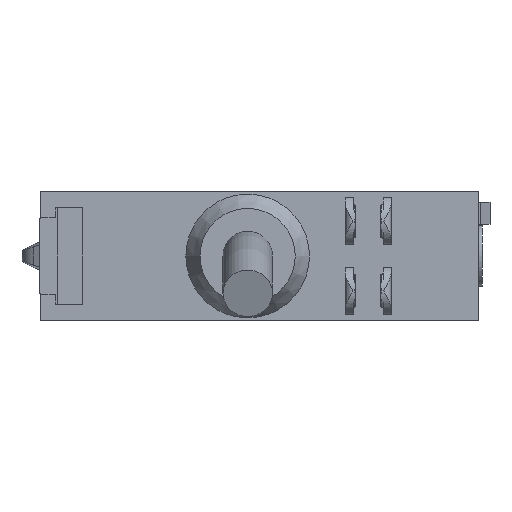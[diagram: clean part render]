
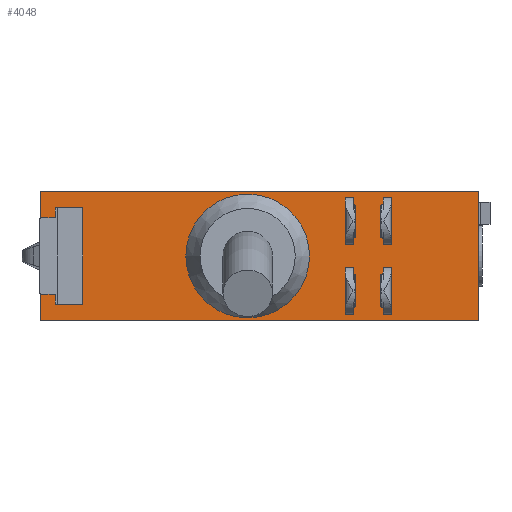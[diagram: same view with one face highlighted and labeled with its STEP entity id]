
A CAD part, front view. The second image highlights one B-rep face of the part: STEP entity #4048.
In plain terms, the highlighted planar face has unit normal (0, -1, 0).
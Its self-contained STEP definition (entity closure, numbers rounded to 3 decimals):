
#66=CIRCLE('',#4260,5.);
#456=ORIENTED_EDGE('',*,*,#1266,.T.);
#457=ORIENTED_EDGE('',*,*,#1267,.F.);
#458=ORIENTED_EDGE('',*,*,#1268,.F.);
#459=ORIENTED_EDGE('',*,*,#1112,.T.);
#460=ORIENTED_EDGE('',*,*,#1269,.T.);
#461=ORIENTED_EDGE('',*,*,#1270,.F.);
#462=ORIENTED_EDGE('',*,*,#1271,.F.);
#463=ORIENTED_EDGE('',*,*,#1272,.T.);
#464=ORIENTED_EDGE('',*,*,#1097,.F.);
#465=ORIENTED_EDGE('',*,*,#1273,.T.);
#466=ORIENTED_EDGE('',*,*,#1102,.T.);
#467=ORIENTED_EDGE('',*,*,#1274,.F.);
#468=ORIENTED_EDGE('',*,*,#1081,.F.);
#469=ORIENTED_EDGE('',*,*,#1275,.T.);
#470=ORIENTED_EDGE('',*,*,#1086,.T.);
#471=ORIENTED_EDGE('',*,*,#1107,.F.);
#472=ORIENTED_EDGE('',*,*,#1276,.F.);
#473=ORIENTED_EDGE('',*,*,#1205,.F.);
#474=ORIENTED_EDGE('',*,*,#1264,.T.);
#475=ORIENTED_EDGE('',*,*,#1277,.T.);
#476=ORIENTED_EDGE('',*,*,#1278,.T.);
#477=ORIENTED_EDGE('',*,*,#1066,.T.);
#478=ORIENTED_EDGE('',*,*,#1070,.T.);
#479=ORIENTED_EDGE('',*,*,#1074,.T.);
#480=ORIENTED_EDGE('',*,*,#1279,.T.);
#481=ORIENTED_EDGE('',*,*,#1280,.T.);
#482=ORIENTED_EDGE('',*,*,#1262,.T.);
#483=ORIENTED_EDGE('',*,*,#1158,.T.);
#484=ORIENTED_EDGE('',*,*,#1281,.F.);
#1066=EDGE_CURVE('',#1490,#1489,#1782,.T.);
#1070=EDGE_CURVE('',#1489,#1492,#1786,.T.);
#1074=EDGE_CURVE('',#1492,#1494,#1790,.T.);
#1081=EDGE_CURVE('',#1501,#1502,#1791,.T.);
#1086=EDGE_CURVE('',#1507,#1506,#1792,.T.);
#1097=EDGE_CURVE('',#1517,#1518,#1793,.T.);
#1102=EDGE_CURVE('',#1523,#1522,#1794,.T.);
#1107=EDGE_CURVE('',#1502,#1506,#1795,.T.);
#1112=EDGE_CURVE('',#1530,#1531,#1798,.T.);
#1158=EDGE_CURVE('',#1571,#1570,#1820,.T.);
#1205=EDGE_CURVE('',#1616,#1617,#1858,.T.);
#1262=EDGE_CURVE('',#1658,#1571,#1907,.T.);
#1264=EDGE_CURVE('',#1616,#1659,#1909,.T.);
#1266=EDGE_CURVE('',#1531,#1660,#1911,.T.);
#1267=EDGE_CURVE('',#1661,#1660,#1912,.T.);
#1268=EDGE_CURVE('',#1530,#1661,#1913,.T.);
#1269=EDGE_CURVE('',#1662,#1663,#1914,.T.);
#1270=EDGE_CURVE('',#1664,#1663,#1915,.T.);
#1271=EDGE_CURVE('',#1665,#1664,#1916,.T.);
#1272=EDGE_CURVE('',#1665,#1662,#1917,.T.);
#1273=EDGE_CURVE('',#1517,#1523,#1918,.T.);
#1274=EDGE_CURVE('',#1518,#1522,#1919,.T.);
#1275=EDGE_CURVE('',#1501,#1507,#1920,.T.);
#1276=EDGE_CURVE('',#1617,#1570,#1921,.T.);
#1277=EDGE_CURVE('',#1659,#1666,#1922,.T.);
#1278=EDGE_CURVE('',#1666,#1490,#1923,.T.);
#1279=EDGE_CURVE('',#1494,#1667,#1924,.T.);
#1280=EDGE_CURVE('',#1667,#1658,#1925,.T.);
#1281=EDGE_CURVE('',#1668,#1668,#66,.F.);
#1489=VERTEX_POINT('',#5268);
#1490=VERTEX_POINT('',#5270);
#1492=VERTEX_POINT('',#5276);
#1494=VERTEX_POINT('',#5283);
#1501=VERTEX_POINT('',#5310);
#1502=VERTEX_POINT('',#5312);
#1506=VERTEX_POINT('',#5328);
#1507=VERTEX_POINT('',#5330);
#1517=VERTEX_POINT('',#5369);
#1518=VERTEX_POINT('',#5371);
#1522=VERTEX_POINT('',#5387);
#1523=VERTEX_POINT('',#5389);
#1530=VERTEX_POINT('',#5424);
#1531=VERTEX_POINT('',#5425);
#1570=VERTEX_POINT('',#5551);
#1571=VERTEX_POINT('',#5553);
#1616=VERTEX_POINT('',#5645);
#1617=VERTEX_POINT('',#5647);
#1658=VERTEX_POINT('',#5782);
#1659=VERTEX_POINT('',#5787);
#1660=VERTEX_POINT('',#5792);
#1661=VERTEX_POINT('',#5794);
#1662=VERTEX_POINT('',#5797);
#1663=VERTEX_POINT('',#5798);
#1664=VERTEX_POINT('',#5800);
#1665=VERTEX_POINT('',#5802);
#1666=VERTEX_POINT('',#5809);
#1667=VERTEX_POINT('',#5812);
#1668=VERTEX_POINT('',#5815);
#1782=LINE('',#5269,#2075);
#1786=LINE('',#5277,#2079);
#1790=LINE('',#5284,#2083);
#1791=LINE('',#5311,#2084);
#1792=LINE('',#5329,#2085);
#1793=LINE('',#5370,#2086);
#1794=LINE('',#5388,#2087);
#1795=LINE('',#5404,#2088);
#1798=LINE('',#5423,#2091);
#1820=LINE('',#5552,#2113);
#1858=LINE('',#5646,#2151);
#1907=LINE('',#5784,#2200);
#1909=LINE('',#5788,#2202);
#1911=LINE('',#5791,#2204);
#1912=LINE('',#5793,#2205);
#1913=LINE('',#5795,#2206);
#1914=LINE('',#5796,#2207);
#1915=LINE('',#5799,#2208);
#1916=LINE('',#5801,#2209);
#1917=LINE('',#5803,#2210);
#1918=LINE('',#5804,#2211);
#1919=LINE('',#5805,#2212);
#1920=LINE('',#5806,#2213);
#1921=LINE('',#5807,#2214);
#1922=LINE('',#5808,#2215);
#1923=LINE('',#5810,#2216);
#1924=LINE('',#5811,#2217);
#1925=LINE('',#5813,#2218);
#2075=VECTOR('',#4458,1000.);
#2079=VECTOR('',#4464,1000.);
#2083=VECTOR('',#4470,1000.);
#2084=VECTOR('',#4477,1000.);
#2085=VECTOR('',#4482,1000.);
#2086=VECTOR('',#4493,1000.);
#2087=VECTOR('',#4498,1000.);
#2088=VECTOR('',#4505,1000.);
#2091=VECTOR('',#4514,1000.);
#2113=VECTOR('',#4584,1000.);
#2151=VECTOR('',#4642,1000.);
#2200=VECTOR('',#4725,1000.);
#2202=VECTOR('',#4729,1000.);
#2204=VECTOR('',#4733,1000.);
#2205=VECTOR('',#4734,1000.);
#2206=VECTOR('',#4735,1000.);
#2207=VECTOR('',#4736,1000.);
#2208=VECTOR('',#4737,1000.);
#2209=VECTOR('',#4738,1000.);
#2210=VECTOR('',#4739,1000.);
#2211=VECTOR('',#4740,1000.);
#2212=VECTOR('',#4741,1000.);
#2213=VECTOR('',#4742,1000.);
#2214=VECTOR('',#4743,1000.);
#2215=VECTOR('',#4744,1000.);
#2216=VECTOR('',#4745,1000.);
#2217=VECTOR('',#4746,1000.);
#2218=VECTOR('',#4747,1000.);
#2396=EDGE_LOOP('',(#456,#457,#458,#459));
#2397=EDGE_LOOP('',(#460,#461,#462,#463));
#2398=EDGE_LOOP('',(#464,#465,#466,#467));
#2399=EDGE_LOOP('',(#468,#469,#470,#471));
#2400=EDGE_LOOP('',(#472,#473,#474,#475,#476,#477,#478,#479,#480,#481,#482,
#483));
#2401=EDGE_LOOP('',(#484));
#2596=FACE_BOUND('',#2396,.T.);
#2597=FACE_BOUND('',#2397,.T.);
#2598=FACE_BOUND('',#2398,.T.);
#2599=FACE_BOUND('',#2399,.T.);
#2600=FACE_BOUND('',#2400,.T.);
#2601=FACE_BOUND('',#2401,.T.);
#2776=PLANE('',#4259);
#4048=ADVANCED_FACE('',(#2596,#2597,#2598,#2599,#2600,#2601),#2776,.F.);
#4259=AXIS2_PLACEMENT_3D('',#5790,#4731,#4732);
#4260=AXIS2_PLACEMENT_3D('',#5814,#4748,#4749);
#4458=DIRECTION('',(1.,0.,0.));
#4464=DIRECTION('',(0.,0.,-1.));
#4470=DIRECTION('',(-1.,0.,0.));
#4477=DIRECTION('',(-1.,0.,0.));
#4482=DIRECTION('',(-1.,0.,0.));
#4493=DIRECTION('',(-1.,0.,0.));
#4498=DIRECTION('',(-1.,0.,0.));
#4505=DIRECTION('',(0.,0.,-1.));
#4514=DIRECTION('',(0.,0.,-1.));
#4584=DIRECTION('',(1.,0.,0.));
#4642=DIRECTION('',(1.,0.,0.));
#4725=DIRECTION('',(0.,0.,-1.));
#4729=DIRECTION('',(0.,0.,-1.));
#4731=DIRECTION('',(0.,1.,0.));
#4732=DIRECTION('',(-1.,0.,0.));
#4733=DIRECTION('',(-1.,0.,0.));
#4734=DIRECTION('',(0.,0.,-1.));
#4735=DIRECTION('',(-1.,0.,0.));
#4736=DIRECTION('',(-1.,0.,0.));
#4737=DIRECTION('',(0.,0.,-1.));
#4738=DIRECTION('',(-1.,0.,0.));
#4739=DIRECTION('',(0.,0.,-1.));
#4740=DIRECTION('',(0.,0.,-1.));
#4741=DIRECTION('',(0.,0.,-1.));
#4742=DIRECTION('',(0.,0.,-1.));
#4743=DIRECTION('',(0.,0.,-1.));
#4744=DIRECTION('',(1.,0.,0.));
#4745=DIRECTION('',(0.,0.,1.));
#4746=DIRECTION('',(0.,0.,1.));
#4747=DIRECTION('',(-1.,0.,0.));
#4748=DIRECTION('',(0.,1.,0.));
#4749=DIRECTION('',(-1.,0.,0.));
#5268=CARTESIAN_POINT('',(-13.35,0.,3.9));
#5269=CARTESIAN_POINT('',(-15.55,0.,3.9));
#5270=CARTESIAN_POINT('',(-15.55,0.,3.9));
#5276=CARTESIAN_POINT('',(-13.35,0.,-3.9));
#5277=CARTESIAN_POINT('',(-13.35,0.,3.9));
#5283=CARTESIAN_POINT('',(-15.55,0.,-3.9));
#5284=CARTESIAN_POINT('',(-13.35,0.,-3.9));
#5310=CARTESIAN_POINT('',(8.55,0.,-0.919));
#5311=CARTESIAN_POINT('',(11.71,0.,-0.919));
#5312=CARTESIAN_POINT('',(7.9,0.,-0.919));
#5328=CARTESIAN_POINT('',(7.9,0.,-4.701));
#5329=CARTESIAN_POINT('',(11.71,0.,-4.701));
#5330=CARTESIAN_POINT('',(8.55,0.,-4.701));
#5369=CARTESIAN_POINT('',(8.55,0.,4.701));
#5370=CARTESIAN_POINT('',(11.71,0.,4.701));
#5371=CARTESIAN_POINT('',(7.9,0.,4.701));
#5387=CARTESIAN_POINT('',(7.9,0.,0.919));
#5388=CARTESIAN_POINT('',(11.71,0.,0.919));
#5389=CARTESIAN_POINT('',(8.55,0.,0.919));
#5404=CARTESIAN_POINT('',(7.9,0.,4.81));
#5423=CARTESIAN_POINT('',(11.6,0.,4.81));
#5424=CARTESIAN_POINT('',(11.6,0.,-0.919));
#5425=CARTESIAN_POINT('',(11.6,0.,-4.701));
#5551=CARTESIAN_POINT('',(18.65,0.,-5.2));
#5552=CARTESIAN_POINT('',(-16.75,0.,-5.2));
#5553=CARTESIAN_POINT('',(-16.75,0.,-5.2));
#5645=CARTESIAN_POINT('',(-16.75,0.,5.2));
#5646=CARTESIAN_POINT('',(-16.75,0.,5.2));
#5647=CARTESIAN_POINT('',(18.65,0.,5.2));
#5782=CARTESIAN_POINT('',(-16.75,0.,-3.1));
#5784=CARTESIAN_POINT('',(-16.75,0.,5.2));
#5787=CARTESIAN_POINT('',(-16.75,0.,3.1));
#5788=CARTESIAN_POINT('',(-16.75,0.,5.2));
#5790=CARTESIAN_POINT('',(-16.75,0.,5.2));
#5791=CARTESIAN_POINT('',(11.71,0.,-4.701));
#5792=CARTESIAN_POINT('',(10.95,0.,-4.701));
#5793=CARTESIAN_POINT('',(10.95,0.,10.));
#5794=CARTESIAN_POINT('',(10.95,0.,-0.919));
#5795=CARTESIAN_POINT('',(11.71,0.,-0.919));
#5796=CARTESIAN_POINT('',(11.71,0.,0.919));
#5797=CARTESIAN_POINT('',(11.6,0.,0.919));
#5798=CARTESIAN_POINT('',(10.95,0.,0.919));
#5799=CARTESIAN_POINT('',(10.95,0.,10.));
#5800=CARTESIAN_POINT('',(10.95,0.,4.701));
#5801=CARTESIAN_POINT('',(11.71,0.,4.701));
#5802=CARTESIAN_POINT('',(11.6,0.,4.701));
#5803=CARTESIAN_POINT('',(11.6,0.,4.81));
#5804=CARTESIAN_POINT('',(8.55,0.,10.));
#5805=CARTESIAN_POINT('',(7.9,0.,4.81));
#5806=CARTESIAN_POINT('',(8.55,0.,10.));
#5807=CARTESIAN_POINT('',(18.65,0.,5.2));
#5808=CARTESIAN_POINT('',(-16.75,0.,3.1));
#5809=CARTESIAN_POINT('',(-15.55,0.,3.1));
#5810=CARTESIAN_POINT('',(-15.55,0.,3.1));
#5811=CARTESIAN_POINT('',(-15.55,0.,-3.9));
#5812=CARTESIAN_POINT('',(-15.55,0.,-3.1));
#5813=CARTESIAN_POINT('',(-15.55,0.,-3.1));
#5814=CARTESIAN_POINT('',(0.,0.,0.));
#5815=CARTESIAN_POINT('',(-5.,0.,0.));
